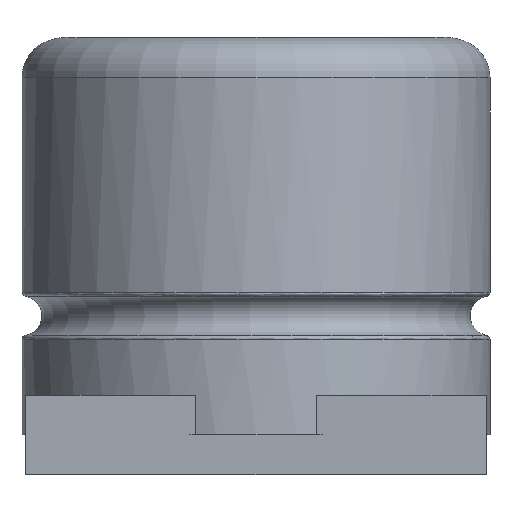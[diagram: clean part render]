
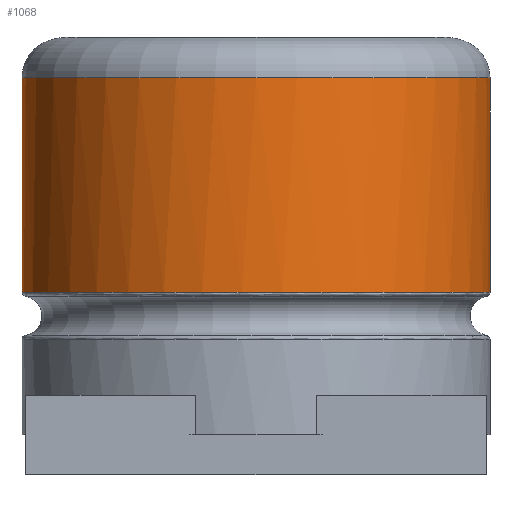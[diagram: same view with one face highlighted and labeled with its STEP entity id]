
A CAD part, front view. The second image highlights one B-rep face of the part: STEP entity #1068.
In plain terms, the highlighted cylindrical face has radius 2.95 mm (diameter 5.9 mm), a full revolution.
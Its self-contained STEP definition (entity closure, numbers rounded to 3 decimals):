
#1000 = VERTEX_POINT('',#1001);
#1001 = CARTESIAN_POINT('',(2.95,0.,1.296));
#1007 = EDGE_CURVE('',#1000,#1000,#1008,.T.);
#1008 = ( BOUNDED_CURVE() B_SPLINE_CURVE(13,(#1009,#1010,#1011,#1012,
    #1013,#1014,#1015,#1016,#1017,#1018,#1019,#1020,#1021,#1022),
.UNSPECIFIED.,.T.,.F.) B_SPLINE_CURVE_WITH_KNOTS((14,14),(
0.,18.535),.PIECEWISE_BEZIER_KNOTS.) CURVE() 
GEOMETRIC_REPRESENTATION_ITEM() RATIONAL_B_SPLINE_CURVE((1.,1.,
    1.,1.,1.,1.,
    1.,1.,1.,1.,
1.,1.,1.,1.)) REPRESENTATION_ITEM('') );
#1009 = CARTESIAN_POINT('',(2.95,0.,1.296));
#1010 = CARTESIAN_POINT('',(2.95,1.405,1.296
    ));
#1011 = CARTESIAN_POINT('',(2.224,2.843,1.296
    ));
#1012 = CARTESIAN_POINT('',(0.729,3.871,1.296
    ));
#1013 = CARTESIAN_POINT('',(-1.327,4.029,
    1.296));
#1014 = CARTESIAN_POINT('',(-3.104,2.933,1.296
    ));
#1015 = CARTESIAN_POINT('',(-4.407,1.334,1.296
    ));
#1016 = CARTESIAN_POINT('',(-4.407,-1.334,
    1.296));
#1017 = CARTESIAN_POINT('',(-3.104,-2.933,
    1.296));
#1018 = CARTESIAN_POINT('',(-1.327,-4.029,1.296
    ));
#1019 = CARTESIAN_POINT('',(0.729,-3.871,
    1.296));
#1020 = CARTESIAN_POINT('',(2.224,-2.843,
    1.296));
#1021 = CARTESIAN_POINT('',(2.95,-1.405,1.296));
#1022 = CARTESIAN_POINT('',(2.95,0.,1.296));
#1068 = ADVANCED_FACE('',(#1069),#1088,.T.);
#1069 = FACE_BOUND('',#1070,.F.);
#1070 = EDGE_LOOP('',(#1071,#1079,#1080,#1081));
#1071 = ORIENTED_EDGE('',*,*,#1072,.F.);
#1072 = EDGE_CURVE('',#1000,#1073,#1075,.T.);
#1073 = VERTEX_POINT('',#1074);
#1074 = CARTESIAN_POINT('',(2.95,0.,4.));
#1075 = LINE('',#1076,#1077);
#1076 = CARTESIAN_POINT('',(2.95,0.,-0.5));
#1077 = VECTOR('',#1078,1.);
#1078 = DIRECTION('',(0.,0.,1.));
#1079 = ORIENTED_EDGE('',*,*,#1007,.F.);
#1080 = ORIENTED_EDGE('',*,*,#1072,.T.);
#1081 = ORIENTED_EDGE('',*,*,#1082,.T.);
#1082 = EDGE_CURVE('',#1073,#1073,#1083,.T.);
#1083 = CIRCLE('',#1084,2.95);
#1084 = AXIS2_PLACEMENT_3D('',#1085,#1086,#1087);
#1085 = CARTESIAN_POINT('',(0.,0.,4.));
#1086 = DIRECTION('',(0.,0.,1.));
#1087 = DIRECTION('',(1.,0.,0.));
#1088 = CYLINDRICAL_SURFACE('',#1089,2.95);
#1089 = AXIS2_PLACEMENT_3D('',#1090,#1091,#1092);
#1090 = CARTESIAN_POINT('',(0.,0.,-0.5));
#1091 = DIRECTION('',(0.,0.,-1.));
#1092 = DIRECTION('',(1.,0.,0.));
